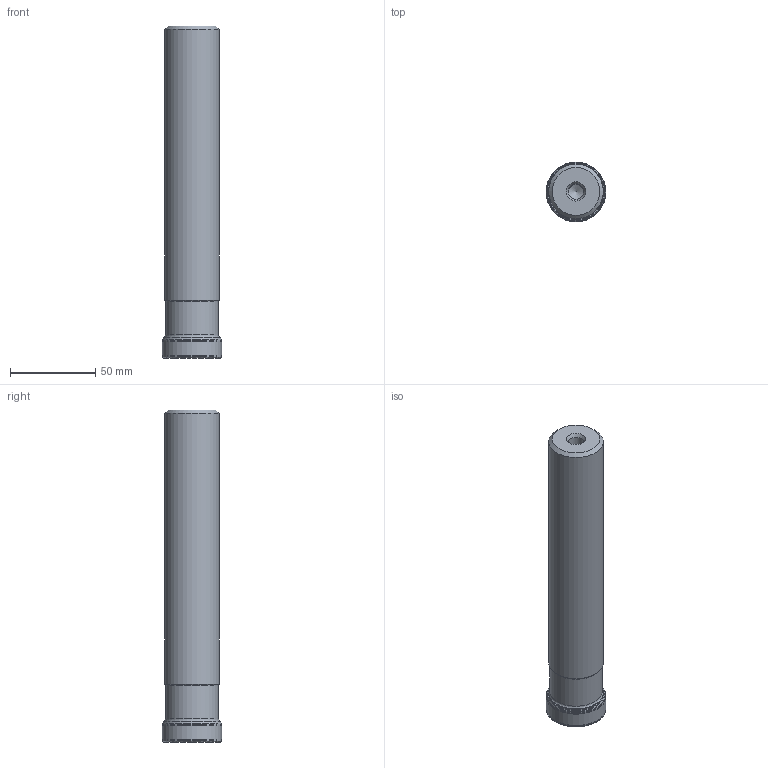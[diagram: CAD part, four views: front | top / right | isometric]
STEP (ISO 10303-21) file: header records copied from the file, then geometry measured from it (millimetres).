
FILE_DESCRIPTION(/* description */ (''),/* implementation_level */ '2;1');
FILE_NAME(/* name */ '35A3R034A32_STN16_C_203033363ndi000_00_SIM.stp',/* time_stamp */ '2021-03-26T13:32:07+01:00',/* author */ (''),/* organization */ (''),/* preprocessor_version */ 'ST-DEVELOPER v16.7',/* originating_system */ 'SIEMENS PLM Software NX 12.0',/* authorisation */ '');
FILE_SCHEMA (('AUTOMOTIVE_DESIGN { 1 0 10303 214 3 1 1 1 }'));
Length unit declared in the file: millimetre
Products named in the file (1): lf19438CFC4Bjrj9
Bounding box: 35.02 x 35.02 x 195 mm (x, y, z)
Volume: 152377.3 mm3; surface area: 28851.6 mm2
Topology: 2 solids, 2 shells, 61 faces, 123 edges, 63 vertices
Faces by surface type: revolution 40, cone 10, torus 6, cylinder 4, plane 1
Full cylindrical faces by diameter (mm): 9 x1, 31 x1, 32 x1, 33.6 x1
Entity records: 1583 total; most frequent: CARTESIAN_POINT 510, DIRECTION 200, FACE_BOUND 122, EDGE_LOOP 120, ORIENTED_EDGE 120, AXIS2_PLACEMENT_3D 80, VERTEX_POINT 62, ADVANCED_FACE 61
